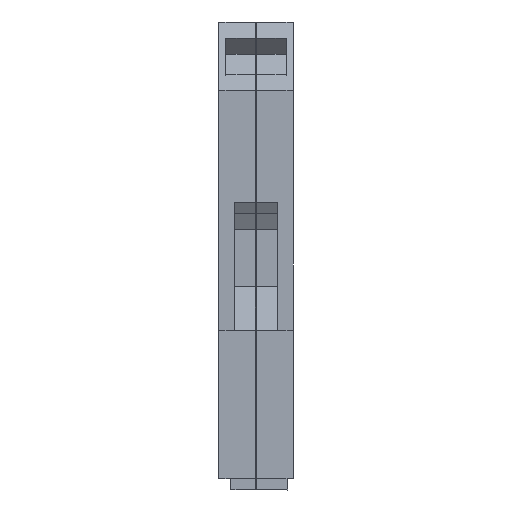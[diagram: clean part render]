
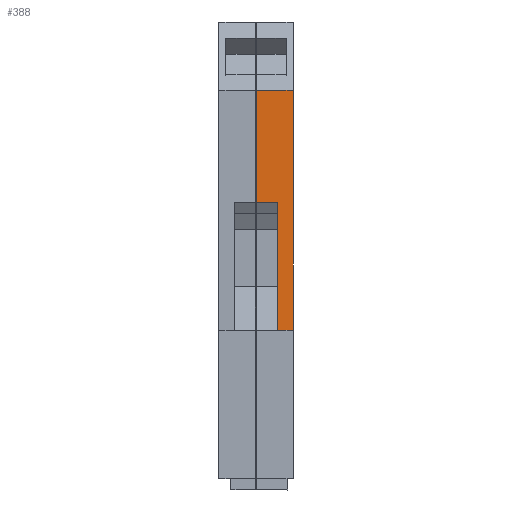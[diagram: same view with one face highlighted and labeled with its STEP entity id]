
A CAD part, front view. The second image highlights one B-rep face of the part: STEP entity #388.
In plain terms, the highlighted planar face has unit normal (0, -1, 0).
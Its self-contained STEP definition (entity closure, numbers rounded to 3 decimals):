
#345=AXIS2_PLACEMENT_3D('Plane Axis2P3D',#342,#343,#344) ;
#84=CARTESIAN_POINT('Line Origine',(6.5,8.25,24.5)) ;
#88=CARTESIAN_POINT('Vertex',(6.5,8.25,35.)) ;
#90=CARTESIAN_POINT('Vertex',(6.5,8.25,14.)) ;
#342=CARTESIAN_POINT('Axis2P3D Location',(6.5,8.25,14.)) ;
#347=CARTESIAN_POINT('Line Origine',(4.9,8.25,35.)) ;
#351=CARTESIAN_POINT('Vertex',(3.3,8.25,35.)) ;
#354=CARTESIAN_POINT('Line Origine',(3.3,8.25,30.075)) ;
#358=CARTESIAN_POINT('Vertex',(3.3,8.25,25.15)) ;
#361=CARTESIAN_POINT('Line Origine',(4.225,8.25,25.15)) ;
#365=CARTESIAN_POINT('Vertex',(5.15,8.25,25.15)) ;
#368=CARTESIAN_POINT('Line Origine',(5.15,8.25,19.575)) ;
#372=CARTESIAN_POINT('Vertex',(5.15,8.25,14.)) ;
#375=CARTESIAN_POINT('Line Origine',(5.825,8.25,14.)) ;
#85=DIRECTION('Vector Direction',(0.,0.,-1.)) ;
#343=DIRECTION('Axis2P3D Direction',(0.,-1.,0.)) ;
#344=DIRECTION('Axis2P3D XDirection',(0.,0.,-1.)) ;
#348=DIRECTION('Vector Direction',(-1.,0.,0.)) ;
#355=DIRECTION('Vector Direction',(0.,0.,-1.)) ;
#362=DIRECTION('Vector Direction',(1.,0.,0.)) ;
#369=DIRECTION('Vector Direction',(0.,0.,-1.)) ;
#376=DIRECTION('Vector Direction',(1.,0.,0.)) ;
#86=VECTOR('Line Direction',#85,1.) ;
#349=VECTOR('Line Direction',#348,1.) ;
#356=VECTOR('Line Direction',#355,1.) ;
#363=VECTOR('Line Direction',#362,1.) ;
#370=VECTOR('Line Direction',#369,1.) ;
#377=VECTOR('Line Direction',#376,1.) ;
#381=ORIENTED_EDGE('',*,*,#353,.T.) ;
#382=ORIENTED_EDGE('',*,*,#360,.T.) ;
#383=ORIENTED_EDGE('',*,*,#367,.T.) ;
#384=ORIENTED_EDGE('',*,*,#374,.T.) ;
#385=ORIENTED_EDGE('',*,*,#379,.T.) ;
#386=ORIENTED_EDGE('',*,*,#92,.F.) ;
#388=ADVANCED_FACE('Manifold Brep',(#387),#346,.T.) ;
#92=EDGE_CURVE('',#89,#91,#87,.T.) ;
#353=EDGE_CURVE('',#89,#352,#350,.T.) ;
#360=EDGE_CURVE('',#352,#359,#357,.T.) ;
#367=EDGE_CURVE('',#359,#366,#364,.T.) ;
#374=EDGE_CURVE('',#366,#373,#371,.T.) ;
#379=EDGE_CURVE('',#373,#91,#378,.T.) ;
#380=EDGE_LOOP('',(#381,#382,#383,#384,#385,#386)) ;
#387=FACE_OUTER_BOUND('',#380,.T.) ;
#87=LINE('Line',#84,#86) ;
#350=LINE('Line',#347,#349) ;
#357=LINE('Line',#354,#356) ;
#364=LINE('Line',#361,#363) ;
#371=LINE('Line',#368,#370) ;
#378=LINE('Line',#375,#377) ;
#346=PLANE('',#345) ;
#89=VERTEX_POINT('',#88) ;
#91=VERTEX_POINT('',#90) ;
#352=VERTEX_POINT('',#351) ;
#359=VERTEX_POINT('',#358) ;
#366=VERTEX_POINT('',#365) ;
#373=VERTEX_POINT('',#372) ;
